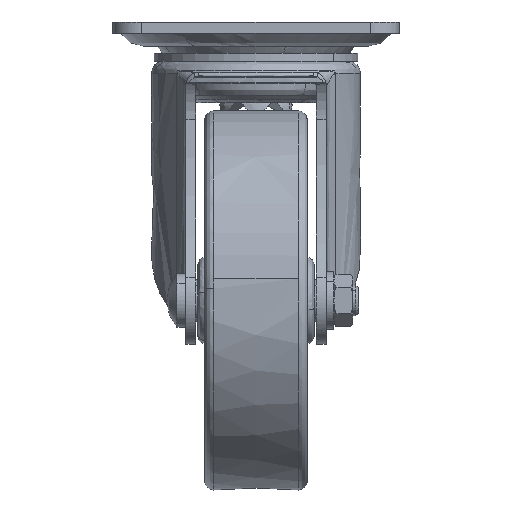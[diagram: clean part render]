
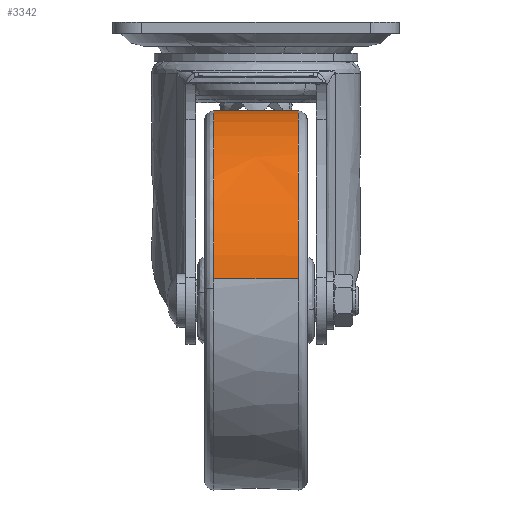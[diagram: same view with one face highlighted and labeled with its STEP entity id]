
A CAD part, left-side view. The second image highlights one B-rep face of the part: STEP entity #3342.
In plain terms, the highlighted free-form (B-spline) face has degree [2, 2] with [3, 3] control points.
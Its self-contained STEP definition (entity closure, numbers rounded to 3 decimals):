
#1907=CARTESIAN_POINT('',(-33.,-11.139,-23.31));
#1908=VERTEX_POINT('',#1907);
#1917=CARTESIAN_POINT('',(-82.357,-11.139,-67.262));
#1918=VERTEX_POINT('',#1917);
#1919=CARTESIAN_POINT('',(-33.,-11.139,-23.31));
#1920=CARTESIAN_POINT('',(-35.259,-11.139,-23.31));
#1921=CARTESIAN_POINT('',(-39.966,-11.139,-23.632));
#1922=CARTESIAN_POINT('',(-46.244,-11.139,-24.972));
#1923=CARTESIAN_POINT('',(-52.03,-11.139,-26.988));
#1924=CARTESIAN_POINT('',(-57.815,-11.139,-29.756));
#1925=CARTESIAN_POINT('',(-63.709,-11.139,-33.687));
#1926=CARTESIAN_POINT('',(-69.624,-11.139,-39.107));
#1927=CARTESIAN_POINT('',(-74.319,-11.139,-45.034));
#1928=CARTESIAN_POINT('',(-77.749,-11.139,-51.116));
#1929=CARTESIAN_POINT('',(-80.698,-11.139,-58.262));
#1930=CARTESIAN_POINT('',(-81.934,-11.139,-63.615));
#1931=CARTESIAN_POINT('',(-82.357,-11.139,-67.262));
#1932=B_SPLINE_CURVE_WITH_KNOTS('',3,(#1919,#1920,#1921,#1922,#1923,#1924,#1925,#1926,#1927,#1928,#1929,#1930,#1931),.UNSPECIFIED.,.F.,.U.,(4,1,1,1,1,1,1,1,1,1,4),(0.,6.778,14.121,19.205,25.136,33.327,40.387,49.143,55.921,61.287,72.302),.UNSPECIFIED.);
#1933=EDGE_CURVE('',#1908,#1918,#1932,.T.);
#2126=CARTESIAN_POINT('',(-33.,11.139,-23.31));
#2127=VERTEX_POINT('',#2126);
#2208=CARTESIAN_POINT('',(-82.357,11.139,-67.262));
#2209=VERTEX_POINT('',#2208);
#2217=CARTESIAN_POINT('',(-33.,11.139,-23.31));
#2218=CARTESIAN_POINT('',(-36.295,11.139,-23.31));
#2219=CARTESIAN_POINT('',(-41.661,11.139,-23.846));
#2220=CARTESIAN_POINT('',(-48.312,11.139,-25.626));
#2221=CARTESIAN_POINT('',(-53.761,11.139,-27.736));
#2222=CARTESIAN_POINT('',(-58.942,11.139,-30.454));
#2223=CARTESIAN_POINT('',(-64.802,11.139,-34.583));
#2224=CARTESIAN_POINT('',(-69.52,11.139,-39.082));
#2225=CARTESIAN_POINT('',(-74.236,11.139,-44.966));
#2226=CARTESIAN_POINT('',(-77.554,11.139,-50.584));
#2227=CARTESIAN_POINT('',(-80.746,11.139,-58.446));
#2228=CARTESIAN_POINT('',(-81.944,11.139,-63.709));
#2229=CARTESIAN_POINT('',(-82.357,11.139,-67.262));
#2230=B_SPLINE_CURVE_WITH_KNOTS('',3,(#2217,#2218,#2219,#2220,#2221,#2222,#2223,#2224,#2225,#2226,#2227,#2228,#2229),.UNSPECIFIED.,.F.,.U.,(4,1,1,1,1,1,1,1,1,1,4),(0.,9.885,16.098,20.617,27.396,33.609,42.082,46.883,56.204,61.57,72.302),.UNSPECIFIED.);
#2231=EDGE_CURVE('',#2127,#2209,#2230,.T.);
#3283=CARTESIAN_POINT('',(-82.357,-11.139,-67.262));
#3284=CARTESIAN_POINT('',(-82.974,0.,-67.191));
#3285=CARTESIAN_POINT('',(-82.357,11.139,-67.262));
#3293=(BOUNDED_CURVE()B_SPLINE_CURVE(2,(#3283,#3284,#3285),.UNSPECIFIED.,.F.,.U.)B_SPLINE_CURVE_WITH_KNOTS((3,3),(0.463,0.537),.UNSPECIFIED.)CURVE()GEOMETRIC_REPRESENTATION_ITEM()RATIONAL_B_SPLINE_CURVE((0.838,0.837,0.838))REPRESENTATION_ITEM(''));
#3294=EDGE_CURVE('',#1918,#2209,#3293,.T.);
#3300=CARTESIAN_POINT('',(-33.,-11.139,-23.31));
#3301=CARTESIAN_POINT('',(-33.,0.,-22.689));
#3302=CARTESIAN_POINT('',(-33.,11.139,-23.31));
#3310=(BOUNDED_CURVE()B_SPLINE_CURVE(2,(#3300,#3301,#3302),.UNSPECIFIED.,.F.,.U.)B_SPLINE_CURVE_WITH_KNOTS((3,3),(0.463,0.537),.UNSPECIFIED.)CURVE()GEOMETRIC_REPRESENTATION_ITEM()RATIONAL_B_SPLINE_CURVE((0.876,0.874,0.876))REPRESENTATION_ITEM(''));
#3311=EDGE_CURVE('',#1908,#2127,#3310,.T.);
#3319=CARTESIAN_POINT('',(-33.,-12.25,-23.375));
#3320=CARTESIAN_POINT('',(-33.,0.,-22.624));
#3321=CARTESIAN_POINT('',(-33.,12.25,-23.375));
#3322=CARTESIAN_POINT('',(-77.19,-12.25,-23.375));
#3323=CARTESIAN_POINT('',(-77.859,0.,-22.624));
#3324=CARTESIAN_POINT('',(-77.19,12.25,-23.375));
#3325=CARTESIAN_POINT('',(-82.292,-12.25,-67.27));
#3326=CARTESIAN_POINT('',(-83.039,0.,-67.183));
#3327=CARTESIAN_POINT('',(-82.292,12.25,-67.27));
#3335=(BOUNDED_SURFACE()B_SPLINE_SURFACE(2,2,((#3319,#3322,#3325),(#3320,#3323,#3326),(#3321,#3324,#3327)),.UNSPECIFIED.,.F.,.F.,.U.)B_SPLINE_SURFACE_WITH_KNOTS((3,3),(3,3),(0.0,24.523),(0.0,76.132),.UNSPECIFIED.)GEOMETRIC_REPRESENTATION_ITEM()RATIONAL_B_SPLINE_SURFACE(((0.876,0.64,0.838),(0.874,0.639,0.836),(0.876,0.64,0.838)))REPRESENTATION_ITEM('')SURFACE());
#3336=ORIENTED_EDGE('',*,*,#1933,.F.);
#3337=ORIENTED_EDGE('',*,*,#3311,.T.);
#3338=ORIENTED_EDGE('',*,*,#2231,.T.);
#3339=ORIENTED_EDGE('',*,*,#3294,.F.);
#3340=EDGE_LOOP('',(#3336,#3337,#3338,#3339));
#3341=FACE_OUTER_BOUND('',#3340,.T.);
#3342=ADVANCED_FACE('',(#3341),#3335,.T.);
